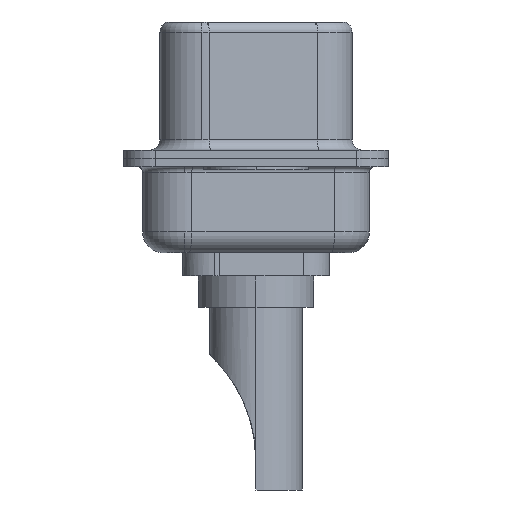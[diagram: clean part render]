
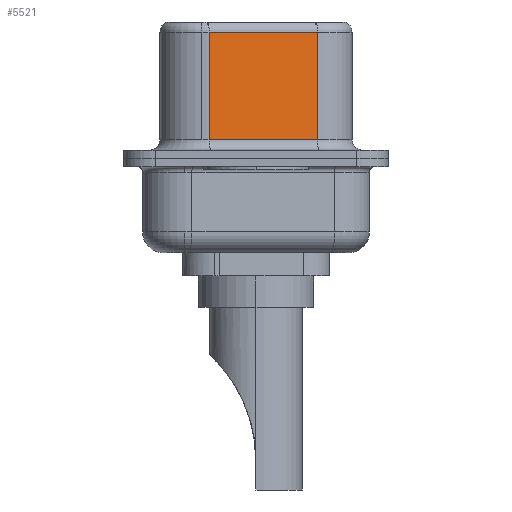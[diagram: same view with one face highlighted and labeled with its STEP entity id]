
A CAD part, left-side view. The second image highlights one B-rep face of the part: STEP entity #5521.
In plain terms, the highlighted planar face has unit normal (-0.985, -0.174, 0).
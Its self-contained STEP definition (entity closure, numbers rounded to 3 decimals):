
#5 = LINE ( 'NONE', #11358, #2283 ) ;
#281 = PLANE ( 'NONE',  #12149 ) ;
#934 = EDGE_CURVE ( 'NONE', #1769, #8828, #5, .T. ) ;
#965 = CARTESIAN_POINT ( 'NONE',  ( 4.58, -2.927, 6.02 ) ) ;
#1052 = DIRECTION ( 'NONE',  ( 0.174, -0.985, 0. ) ) ;
#1355 = CARTESIAN_POINT ( 'NONE',  ( 4.58, -2.927, 6.52 ) ) ;
#1528 = VERTEX_POINT ( 'NONE', #3520 ) ;
#1769 = VERTEX_POINT ( 'NONE', #965 ) ;
#2055 = CARTESIAN_POINT ( 'NONE',  ( 3.67, 2.233, 6.52 ) ) ;
#2162 = EDGE_LOOP ( 'NONE', ( #10077, #10277, #4069, #13955 ) ) ;
#2283 = VECTOR ( 'NONE', #5809, 1000. ) ;
#2386 = DIRECTION ( 'NONE',  ( -0.174, 0.985, 0. ) ) ;
#3112 = CARTESIAN_POINT ( 'NONE',  ( 4.58, -2.927, 0.9 ) ) ;
#3234 = VERTEX_POINT ( 'NONE', #5547 ) ;
#3364 = EDGE_CURVE ( 'NONE', #1769, #3234, #8761, .T. ) ;
#3520 = CARTESIAN_POINT ( 'NONE',  ( 3.67, 2.233, 0.9 ) ) ;
#4069 = ORIENTED_EDGE ( 'NONE', *, *, #14081, .T. ) ;
#5093 = VECTOR ( 'NONE', #2386, 1000. ) ;
#5521 = ADVANCED_FACE ( 'NONE', ( #5558 ), #281, .F. ) ;
#5524 = CARTESIAN_POINT ( 'NONE',  ( 4.58, -2.927, 0.9 ) ) ;
#5547 = CARTESIAN_POINT ( 'NONE',  ( 3.67, 2.233, 6.02 ) ) ;
#5558 = FACE_OUTER_BOUND ( 'NONE', #2162, .T. ) ;
#5809 = DIRECTION ( 'NONE',  ( 0., 0., -1. ) ) ;
#6894 = LINE ( 'NONE', #3112, #11200 ) ;
#8381 = LINE ( 'NONE', #2055, #12681 ) ;
#8761 = LINE ( 'NONE', #10305, #5093 ) ;
#8828 = VERTEX_POINT ( 'NONE', #5524 ) ;
#9156 = DIRECTION ( 'NONE',  ( 0.985, 0.174, 0. ) ) ;
#9746 = DIRECTION ( 'NONE',  ( 0., 0., -1. ) ) ;
#10077 = ORIENTED_EDGE ( 'NONE', *, *, #934, .F. ) ;
#10241 = DIRECTION ( 'NONE',  ( -0.174, 0.985, 0. ) ) ;
#10277 = ORIENTED_EDGE ( 'NONE', *, *, #3364, .T. ) ;
#10305 = CARTESIAN_POINT ( 'NONE',  ( 4.58, -2.927, 6.02 ) ) ;
#10806 = EDGE_CURVE ( 'NONE', #1528, #8828, #6894, .T. ) ;
#11200 = VECTOR ( 'NONE', #1052, 1000. ) ;
#11358 = CARTESIAN_POINT ( 'NONE',  ( 4.58, -2.927, 6.52 ) ) ;
#12149 = AXIS2_PLACEMENT_3D ( 'NONE', #1355, #9156, #10241 ) ;
#12681 = VECTOR ( 'NONE', #9746, 1000. ) ;
#13955 = ORIENTED_EDGE ( 'NONE', *, *, #10806, .T. ) ;
#14081 = EDGE_CURVE ( 'NONE', #3234, #1528, #8381, .T. ) ;
